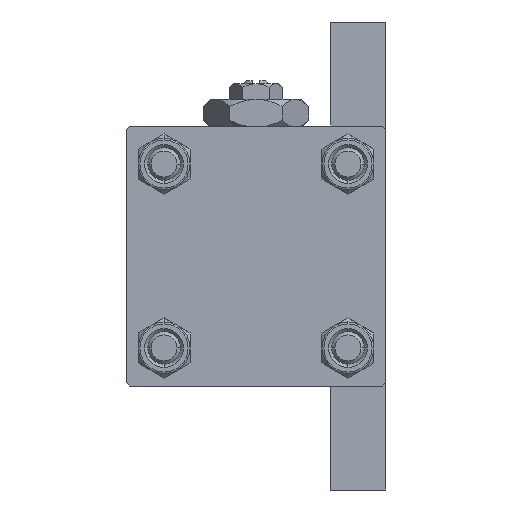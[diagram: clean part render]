
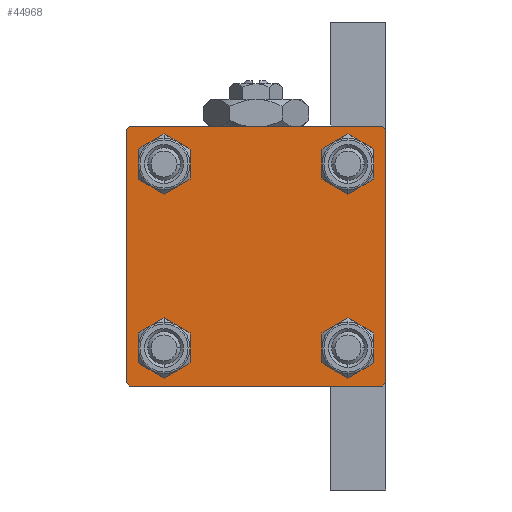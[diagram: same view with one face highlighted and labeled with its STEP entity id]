
A CAD part, left-side view. The second image highlights one B-rep face of the part: STEP entity #44968.
In plain terms, the highlighted planar face has unit normal (-1, 0, 0).
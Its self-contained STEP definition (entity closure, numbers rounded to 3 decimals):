
#181 = DIRECTION ( 'NONE',  ( 0., 0., 1. ) ) ;
#580 = AXIS2_PLACEMENT_3D ( 'NONE', #46825, #39695, #39437 ) ;
#588 = CARTESIAN_POINT ( 'NONE',  ( 0., 19.75, 19.75 ) ) ;
#719 = CARTESIAN_POINT ( 'NONE',  ( 0., 20., -19.5 ) ) ;
#881 = CARTESIAN_POINT ( 'NONE',  ( 0., 20., 20. ) ) ;
#1116 = LINE ( 'NONE', #16638, #18728 ) ;
#1264 = EDGE_LOOP ( 'NONE', ( #45079, #39098 ) ) ;
#2277 = DIRECTION ( 'NONE',  ( 1., 0., 0. ) ) ;
#3462 = FACE_BOUND ( 'NONE', #40436, .T. ) ;
#3706 = DIRECTION ( 'NONE',  ( 0., 0., 1. ) ) ;
#3786 = DIRECTION ( 'NONE',  ( 0., 0., -1. ) ) ;
#5863 = ORIENTED_EDGE ( 'NONE', *, *, #29721, .T. ) ;
#6205 = CIRCLE ( 'NONE', #12707, 3. ) ;
#6541 = DIRECTION ( 'NONE',  ( 0., 0., 1. ) ) ;
#7001 = VERTEX_POINT ( 'NONE', #8757 ) ;
#7181 = VERTEX_POINT ( 'NONE', #42791 ) ;
#7265 = DIRECTION ( 'NONE',  ( 0., 0., 1. ) ) ;
#7754 = FACE_BOUND ( 'NONE', #9188, .T. ) ;
#7834 = LINE ( 'NONE', #18801, #30171 ) ;
#8341 = CARTESIAN_POINT ( 'NONE',  ( 0., -14.15, -14.15 ) ) ;
#8406 = CARTESIAN_POINT ( 'NONE',  ( 0., 19.5, -20. ) ) ;
#8757 = CARTESIAN_POINT ( 'NONE',  ( 0., -19.5, -20. ) ) ;
#9023 = CIRCLE ( 'NONE', #30913, 3. ) ;
#9188 = EDGE_LOOP ( 'NONE', ( #46877, #21820 ) ) ;
#9474 = CARTESIAN_POINT ( 'NONE',  ( 0., 20., 19.5 ) ) ;
#9498 = CARTESIAN_POINT ( 'NONE',  ( 0., 14.15, 14.15 ) ) ;
#10990 = CARTESIAN_POINT ( 'NONE',  ( 0., 14.15, 17.15 ) ) ;
#11488 = EDGE_CURVE ( 'NONE', #14370, #7001, #14698, .T. ) ;
#11549 = ORIENTED_EDGE ( 'NONE', *, *, #36565, .T. ) ;
#11994 = LINE ( 'NONE', #18647, #37981 ) ;
#12264 = VECTOR ( 'NONE', #48249, 1000. ) ;
#12390 = VERTEX_POINT ( 'NONE', #26132 ) ;
#12559 = VECTOR ( 'NONE', #39784, 1000. ) ;
#12625 = CARTESIAN_POINT ( 'NONE',  ( 0., -14.15, 14.15 ) ) ;
#12707 = AXIS2_PLACEMENT_3D ( 'NONE', #48978, #49489, #7265 ) ;
#13095 = ORIENTED_EDGE ( 'NONE', *, *, #33758, .F. ) ;
#14293 = AXIS2_PLACEMENT_3D ( 'NONE', #17530, #2277, #20829 ) ;
#14370 = VERTEX_POINT ( 'NONE', #8406 ) ;
#14698 = LINE ( 'NONE', #22311, #21514 ) ;
#15175 = EDGE_CURVE ( 'NONE', #32336, #20387, #6205, .T. ) ;
#15404 = VECTOR ( 'NONE', #16107, 1000. ) ;
#15724 = CARTESIAN_POINT ( 'NONE',  ( 0., -20., -19.5 ) ) ;
#15917 = DIRECTION ( 'NONE',  ( 1., 0., 0. ) ) ;
#16107 = DIRECTION ( 'NONE',  ( 0., 0.707, -0.707 ) ) ;
#16638 = CARTESIAN_POINT ( 'NONE',  ( 0., -19.75, -19.75 ) ) ;
#16648 = LINE ( 'NONE', #881, #12559 ) ;
#16938 = CARTESIAN_POINT ( 'NONE',  ( 0., 14.15, -17.15 ) ) ;
#17530 = CARTESIAN_POINT ( 'NONE',  ( 0., 14.15, -14.15 ) ) ;
#17577 = EDGE_CURVE ( 'NONE', #29722, #14370, #33760, .T. ) ;
#17659 = ORIENTED_EDGE ( 'NONE', *, *, #32902, .T. ) ;
#17827 = AXIS2_PLACEMENT_3D ( 'NONE', #8341, #23842, #39362 ) ;
#18061 = VERTEX_POINT ( 'NONE', #9474 ) ;
#18647 = CARTESIAN_POINT ( 'NONE',  ( 0., 20., 20. ) ) ;
#18728 = VECTOR ( 'NONE', #35446, 1000. ) ;
#18801 = CARTESIAN_POINT ( 'NONE',  ( 0., -20., 20. ) ) ;
#18871 = ORIENTED_EDGE ( 'NONE', *, *, #49525, .T. ) ;
#19945 = CIRCLE ( 'NONE', #14293, 3. ) ;
#20161 = LINE ( 'NONE', #588, #15404 ) ;
#20250 = DIRECTION ( 'NONE',  ( 1., 0., 0. ) ) ;
#20269 = AXIS2_PLACEMENT_3D ( 'NONE', #12625, #20250, #181 ) ;
#20387 = VERTEX_POINT ( 'NONE', #10990 ) ;
#20696 = DIRECTION ( 'NONE',  ( 0., 0., 1. ) ) ;
#20829 = DIRECTION ( 'NONE',  ( 0., 0., 1. ) ) ;
#21514 = VECTOR ( 'NONE', #26119, 1000. ) ;
#21820 = ORIENTED_EDGE ( 'NONE', *, *, #40291, .T. ) ;
#21993 = EDGE_CURVE ( 'NONE', #7181, #31604, #25912, .T. ) ;
#22082 = CARTESIAN_POINT ( 'NONE',  ( 0., -14.15, 11.15 ) ) ;
#22311 = CARTESIAN_POINT ( 'NONE',  ( 0., 20., -20. ) ) ;
#23251 = FACE_BOUND ( 'NONE', #1264, .T. ) ;
#23842 = DIRECTION ( 'NONE',  ( 1., 0., 0. ) ) ;
#24559 = EDGE_CURVE ( 'NONE', #7001, #28831, #1116, .T. ) ;
#25792 = VECTOR ( 'NONE', #29934, 1000. ) ;
#25912 = CIRCLE ( 'NONE', #20269, 3. ) ;
#26042 = AXIS2_PLACEMENT_3D ( 'NONE', #48774, #48520, #6541 ) ;
#26109 = ORIENTED_EDGE ( 'NONE', *, *, #36796, .T. ) ;
#26119 = DIRECTION ( 'NONE',  ( 0., -1., 0. ) ) ;
#26132 = CARTESIAN_POINT ( 'NONE',  ( 0., 19.5, 20. ) ) ;
#26828 = CARTESIAN_POINT ( 'NONE',  ( 0., 0., 0. ) ) ;
#27311 = DIRECTION ( 'NONE',  ( -1., 0., 0. ) ) ;
#28138 = CARTESIAN_POINT ( 'NONE',  ( 0., -19.75, 19.75 ) ) ;
#28831 = VERTEX_POINT ( 'NONE', #15724 ) ;
#29436 = EDGE_CURVE ( 'NONE', #12390, #18061, #20161, .T. ) ;
#29721 = EDGE_CURVE ( 'NONE', #48582, #43623, #48696, .T. ) ;
#29722 = VERTEX_POINT ( 'NONE', #719 ) ;
#29934 = DIRECTION ( 'NONE',  ( 0., -0.707, -0.707 ) ) ;
#30171 = VECTOR ( 'NONE', #3786, 1000. ) ;
#30913 = AXIS2_PLACEMENT_3D ( 'NONE', #46457, #15917, #31410 ) ;
#30957 = ORIENTED_EDGE ( 'NONE', *, *, #29436, .T. ) ;
#31410 = DIRECTION ( 'NONE',  ( 0., 0., 1. ) ) ;
#31573 = VERTEX_POINT ( 'NONE', #49059 ) ;
#31604 = VERTEX_POINT ( 'NONE', #22082 ) ;
#31900 = ORIENTED_EDGE ( 'NONE', *, *, #24559, .T. ) ;
#31964 = LINE ( 'NONE', #28138, #12264 ) ;
#32336 = VERTEX_POINT ( 'NONE', #46612 ) ;
#32902 = EDGE_CURVE ( 'NONE', #49593, #31573, #31964, .T. ) ;
#33758 = EDGE_CURVE ( 'NONE', #49593, #28831, #7834, .T. ) ;
#33760 = LINE ( 'NONE', #44962, #25792 ) ;
#33959 = CIRCLE ( 'NONE', #40426, 3. ) ;
#34162 = DIRECTION ( 'NONE',  ( 0., 0., -1. ) ) ;
#34228 = CARTESIAN_POINT ( 'NONE',  ( 0., 14.15, -11.15 ) ) ;
#34487 = FACE_BOUND ( 'NONE', #47815, .T. ) ;
#34682 = CIRCLE ( 'NONE', #580, 3. ) ;
#34882 = VERTEX_POINT ( 'NONE', #16938 ) ;
#35308 = CARTESIAN_POINT ( 'NONE',  ( 0., -14.15, -17.15 ) ) ;
#35446 = DIRECTION ( 'NONE',  ( 0., -0.707, 0.707 ) ) ;
#36565 = EDGE_CURVE ( 'NONE', #43623, #48582, #44759, .T. ) ;
#36796 = EDGE_CURVE ( 'NONE', #38756, #34882, #9023, .T. ) ;
#37981 = VECTOR ( 'NONE', #34162, 1000. ) ;
#38252 = ORIENTED_EDGE ( 'NONE', *, *, #11488, .T. ) ;
#38756 = VERTEX_POINT ( 'NONE', #34228 ) ;
#38778 = PLANE ( 'NONE',  #39294 ) ;
#39098 = ORIENTED_EDGE ( 'NONE', *, *, #15175, .T. ) ;
#39294 = AXIS2_PLACEMENT_3D ( 'NONE', #26828, #27311, #3706 ) ;
#39362 = DIRECTION ( 'NONE',  ( 0., 0., 1. ) ) ;
#39437 = DIRECTION ( 'NONE',  ( 0., 0., 1. ) ) ;
#39695 = DIRECTION ( 'NONE',  ( 1., 0., 0. ) ) ;
#39784 = DIRECTION ( 'NONE',  ( 0., -1., 0. ) ) ;
#40291 = EDGE_CURVE ( 'NONE', #31604, #7181, #34682, .T. ) ;
#40426 = AXIS2_PLACEMENT_3D ( 'NONE', #9498, #47920, #20696 ) ;
#40436 = EDGE_LOOP ( 'NONE', ( #5863, #11549 ) ) ;
#40595 = ORIENTED_EDGE ( 'NONE', *, *, #41367, .T. ) ;
#40755 = EDGE_LOOP ( 'NONE', ( #40595, #44075, #38252, #31900, #13095, #17659, #50074, #30957 ) ) ;
#41367 = EDGE_CURVE ( 'NONE', #18061, #29722, #11994, .T. ) ;
#42114 = FACE_OUTER_BOUND ( 'NONE', #40755, .T. ) ;
#42553 = EDGE_CURVE ( 'NONE', #20387, #32336, #33959, .T. ) ;
#42791 = CARTESIAN_POINT ( 'NONE',  ( 0., -14.15, 17.15 ) ) ;
#43623 = VERTEX_POINT ( 'NONE', #35308 ) ;
#44075 = ORIENTED_EDGE ( 'NONE', *, *, #17577, .T. ) ;
#44759 = CIRCLE ( 'NONE', #26042, 3. ) ;
#44962 = CARTESIAN_POINT ( 'NONE',  ( 0., 19.75, -19.75 ) ) ;
#44968 = ADVANCED_FACE ( 'NONE', ( #7754, #3462, #34487, #23251, #42114 ), #38778, .T. ) ;
#45079 = ORIENTED_EDGE ( 'NONE', *, *, #42553, .T. ) ;
#46014 = CARTESIAN_POINT ( 'NONE',  ( 0., -20., 19.5 ) ) ;
#46457 = CARTESIAN_POINT ( 'NONE',  ( 0., 14.15, -14.15 ) ) ;
#46612 = CARTESIAN_POINT ( 'NONE',  ( 0., 14.15, 11.15 ) ) ;
#46687 = EDGE_CURVE ( 'NONE', #12390, #31573, #16648, .T. ) ;
#46825 = CARTESIAN_POINT ( 'NONE',  ( 0., -14.15, 14.15 ) ) ;
#46877 = ORIENTED_EDGE ( 'NONE', *, *, #21993, .T. ) ;
#47815 = EDGE_LOOP ( 'NONE', ( #26109, #18871 ) ) ;
#47920 = DIRECTION ( 'NONE',  ( 1., 0., 0. ) ) ;
#48249 = DIRECTION ( 'NONE',  ( 0., 0.707, 0.707 ) ) ;
#48520 = DIRECTION ( 'NONE',  ( 1., 0., 0. ) ) ;
#48582 = VERTEX_POINT ( 'NONE', #48756 ) ;
#48696 = CIRCLE ( 'NONE', #17827, 3. ) ;
#48756 = CARTESIAN_POINT ( 'NONE',  ( 0., -14.15, -11.15 ) ) ;
#48774 = CARTESIAN_POINT ( 'NONE',  ( 0., -14.15, -14.15 ) ) ;
#48978 = CARTESIAN_POINT ( 'NONE',  ( 0., 14.15, 14.15 ) ) ;
#49059 = CARTESIAN_POINT ( 'NONE',  ( 0., -19.5, 20. ) ) ;
#49489 = DIRECTION ( 'NONE',  ( 1., 0., 0. ) ) ;
#49525 = EDGE_CURVE ( 'NONE', #34882, #38756, #19945, .T. ) ;
#49593 = VERTEX_POINT ( 'NONE', #46014 ) ;
#50074 = ORIENTED_EDGE ( 'NONE', *, *, #46687, .F. ) ;
